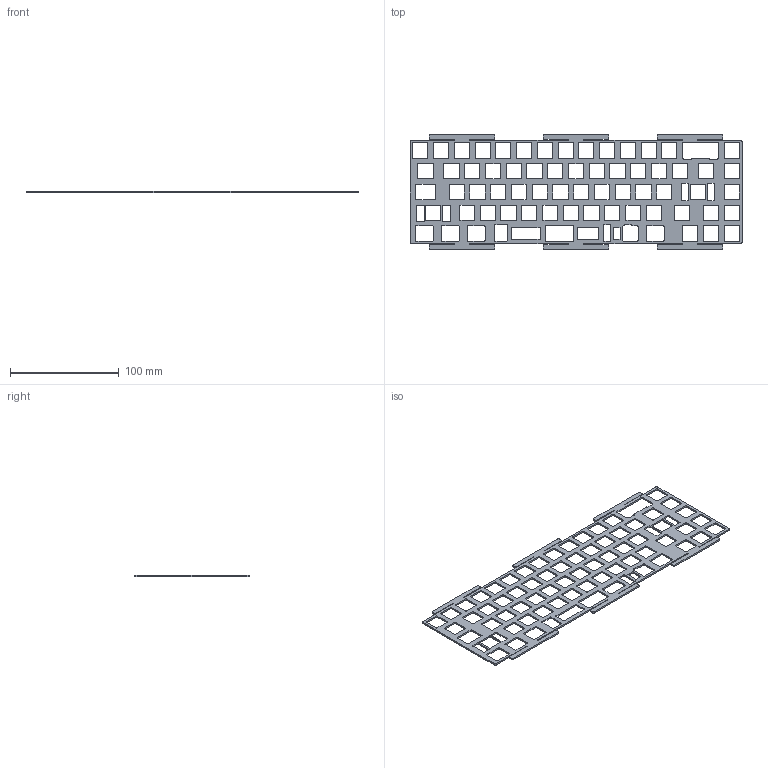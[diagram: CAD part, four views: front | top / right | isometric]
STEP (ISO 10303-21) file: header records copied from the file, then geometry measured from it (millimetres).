
FILE_DESCRIPTION(/* description */ (''),/* implementation_level */ '2;1');
FILE_NAME(/* name */ 'Roysket65 plate.step',/* time_stamp */ '2022-11-20T15:13:40-08:00',/* author */ (''),/* organization */ (''),/* preprocessor_version */ 'ST-DEVELOPER v19.2',/* originating_system */ 'Autodesk Translation Framework v11.17.0.187',/* authorisation */ '');
FILE_SCHEMA (('AUTOMOTIVE_DESIGN { 1 0 10303 214 3 1 1 }'));
Length unit declared in the file: millimetre
Products named in the file (1): Roysket 65
Bounding box: 304.8 x 105.15 x 1.5 mm (x, y, z)
Volume: 23304.4 mm3; surface area: 39515.7 mm2
Topology: 1 solids, 1 shells, 732 faces, 2190 edges, 1460 vertices
Faces by surface type: plane 370, cylinder 362
Entity records: 25185 total; most frequent: CARTESIAN_POINT 4383, ORIENTED_EDGE 4380, DIRECTION 4380, EDGE_CURVE 2190, LINE 1466, VECTOR 1466, VERTEX_POINT 1460, AXIS2_PLACEMENT_3D 1457
